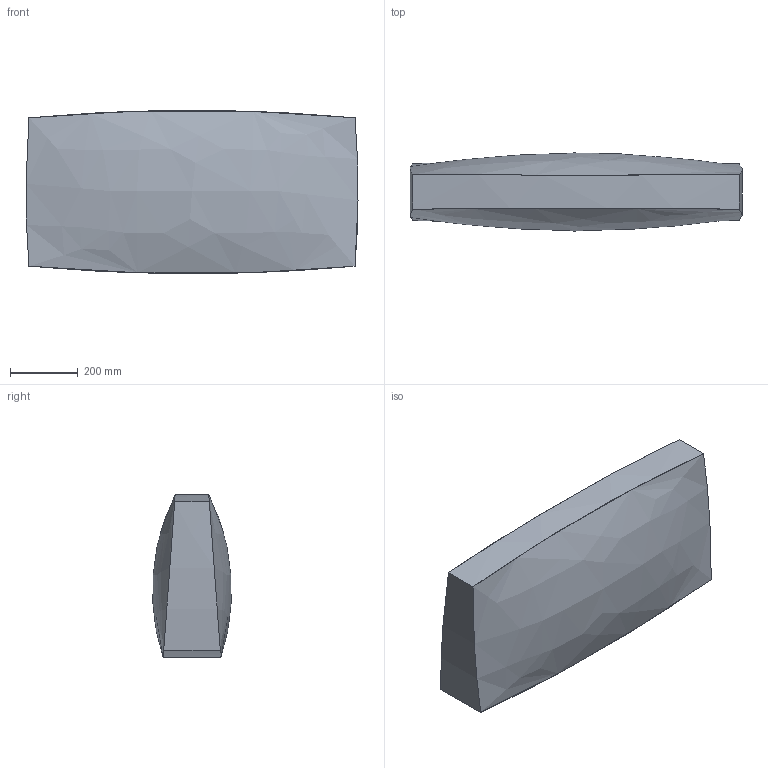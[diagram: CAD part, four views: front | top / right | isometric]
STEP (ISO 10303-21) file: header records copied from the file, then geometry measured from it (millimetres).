
FILE_DESCRIPTION(/* description */ (''),/* implementation_level */ '2;1');
FILE_NAME(/* name */ '3J24H2~6',/* time_stamp */ '2016-07-22T15:36:12+02:00',/* author */ (''),/* organization */ (''),/* preprocessor_version */ 'ST-DEVELOPER v15',/* originating_system */ '',/* authorisation */ '');
FILE_SCHEMA (('AUTOMOTIVE_DESIGN'));
Length unit declared in the file: millimetre
Products named in the file (1): Document
Bounding box: 978.35 x 230.35 x 479.26 mm (x, y, z)
Surface area: 1301893.7 mm2 (no closed solid volume)
Topology: 0 solids, 1 shells, 6 faces, 16 edges, 8 vertices
Faces by surface type: bspline 6
Entity records: 207 total; most frequent: CARTESIAN_POINT 116, ORIENTED_EDGE 24, EDGE_CURVE 16, VERTEX_POINT 8, ADVANCED_FACE 6, FACE_OUTER_BOUND 6, EDGE_LOOP 6, DIRECTION 4
